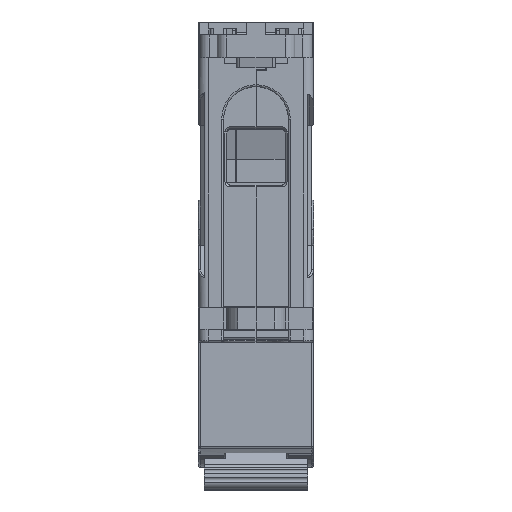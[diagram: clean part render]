
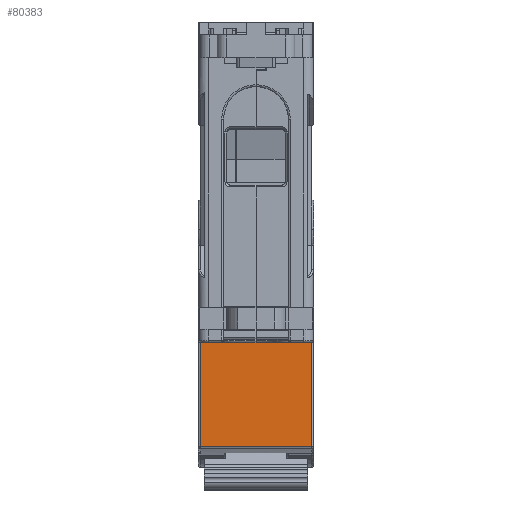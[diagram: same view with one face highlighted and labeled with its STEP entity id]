
A CAD part, left-side view. The second image highlights one B-rep face of the part: STEP entity #80383.
In plain terms, the highlighted planar face has unit normal (1, 0, 0).
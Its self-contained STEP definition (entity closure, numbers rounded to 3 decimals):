
#46014=DIRECTION('',(0.,-1.,0.));
#46015=VECTOR('',#46014,8.6);
#46016=CARTESIAN_POINT('',(24.,8.919,-49.5));
#46017=LINE('',#46016,#46015);
#49808=DIRECTION('',(0.,0.,-1.));
#49809=VECTOR('',#49808,16.116);
#49810=CARTESIAN_POINT('',(24.,17.519,-49.5));
#49811=LINE('',#49810,#49809);
#49819=CARTESIAN_POINT('',(24.,17.519,-49.5));
#52882=DIRECTION('',(0.,0.,1.));
#52883=VECTOR('',#52882,16.116);
#52884=CARTESIAN_POINT('',(24.,0.319,-65.616));
#52885=LINE('',#52884,#52883);
#52886=DIRECTION('',(0.,-1.,0.));
#52887=VECTOR('',#52886,8.6);
#52888=CARTESIAN_POINT('',(24.,17.519,-49.5));
#52889=LINE('',#52888,#52887);
#52890=DIRECTION('',(0.,-1.,0.));
#52891=VECTOR('',#52890,17.2);
#52892=CARTESIAN_POINT('',(24.,17.519,-65.616));
#52893=LINE('',#52892,#52891);
#58681=CARTESIAN_POINT('',(24.,8.919,-49.5));
#58683=VERTEX_POINT('',#58681);
#61999=CARTESIAN_POINT('',(24.,17.519,-65.616));
#62000=VERTEX_POINT('',#61999);
#62001=VERTEX_POINT('',#49819);
#63245=CARTESIAN_POINT('',(24.,0.319,-49.5));
#63246=VERTEX_POINT('',#63245);
#63247=CARTESIAN_POINT('',(24.,0.319,-65.616));
#63248=VERTEX_POINT('',#63247);
#80370=CARTESIAN_POINT('',(24.,8.919,-57.558));
#80371=DIRECTION('',(1.,0.,0.));
#80372=DIRECTION('',(0.,0.,1.));
#80373=AXIS2_PLACEMENT_3D('',#80370,#80371,#80372);
#80374=PLANE('',#80373);
#80375=ORIENTED_EDGE('',*,*,#76155,.F.);
#80376=ORIENTED_EDGE('',*,*,#76190,.T.);
#80378=ORIENTED_EDGE('',*,*,#80377,.T.);
#80379=ORIENTED_EDGE('',*,*,#80365,.T.);
#80380=ORIENTED_EDGE('',*,*,#71089,.F.);
#80381=EDGE_LOOP('',(#80375,#80376,#80378,#80379,#80380));
#80382=FACE_OUTER_BOUND('',#80381,.F.);
#80383=ADVANCED_FACE('',(#80382),#80374,.T.);
#71089=EDGE_CURVE('',#58683,#63246,#46017,.T.);
#76155=EDGE_CURVE('',#62001,#58683,#52889,.T.);
#76190=EDGE_CURVE('',#62001,#62000,#49811,.T.);
#80365=EDGE_CURVE('',#63248,#63246,#52885,.T.);
#80377=EDGE_CURVE('',#62000,#63248,#52893,.T.);
